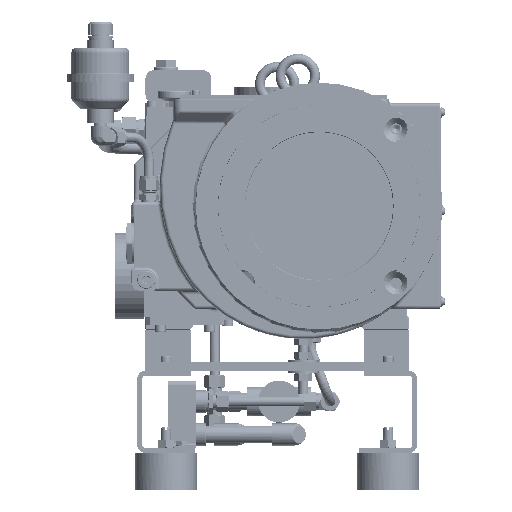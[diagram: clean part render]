
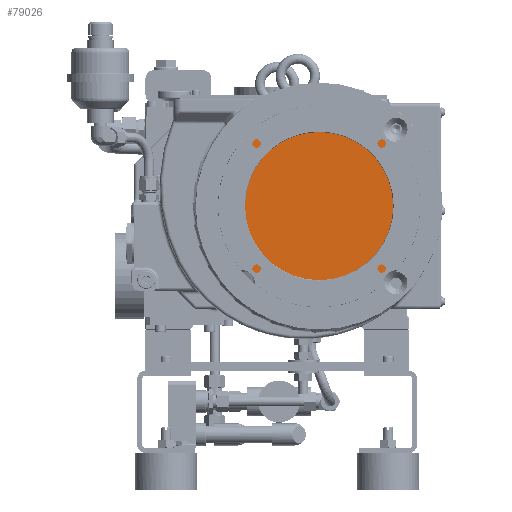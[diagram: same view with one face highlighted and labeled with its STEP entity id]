
A CAD part, left-side view. The second image highlights one B-rep face of the part: STEP entity #79026.
In plain terms, the highlighted planar face has unit normal (-1, 0, 0).
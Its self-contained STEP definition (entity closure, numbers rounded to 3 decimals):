
#17883=FACE_OUTER_BOUND('',#22914,.T.);
#22914=EDGE_LOOP('',(#58193,#58194));
#28255=CIRCLE('',#85643,115.);
#28256=CIRCLE('',#85644,115.);
#33543=VERTEX_POINT('',#134193);
#33544=VERTEX_POINT('',#134194);
#42594=EDGE_CURVE('',#33543,#33544,#28255,.T.);
#42595=EDGE_CURVE('',#33544,#33543,#28256,.T.);
#58193=ORIENTED_EDGE('',*,*,#42594,.T.);
#58194=ORIENTED_EDGE('',*,*,#42595,.T.);
#75763=PLANE('',#85642);
#79026=ADVANCED_FACE('',(#17883),#75763,.F.);
#85642=AXIS2_PLACEMENT_3D('',#134192,#100024,#100025);
#85643=AXIS2_PLACEMENT_3D('',#134195,#100026,#100027);
#85644=AXIS2_PLACEMENT_3D('',#134196,#100028,#100029);
#100024=DIRECTION('center_axis',(1.,0.,0.));
#100025=DIRECTION('ref_axis',(0.,0.,-1.));
#100026=DIRECTION('center_axis',(-1.,0.,0.));
#100027=DIRECTION('ref_axis',(0.,0.,-1.));
#100028=DIRECTION('center_axis',(-1.,0.,0.));
#100029=DIRECTION('ref_axis',(0.,0.,-1.));
#134192=CARTESIAN_POINT('Origin',(-336.,-51.,0.));
#134193=CARTESIAN_POINT('',(-336.,-51.,-115.));
#134194=CARTESIAN_POINT('',(-336.,-166.,0.));
#134195=CARTESIAN_POINT('Origin',(-336.,-51.,0.));
#134196=CARTESIAN_POINT('Origin',(-336.,-51.,0.));
